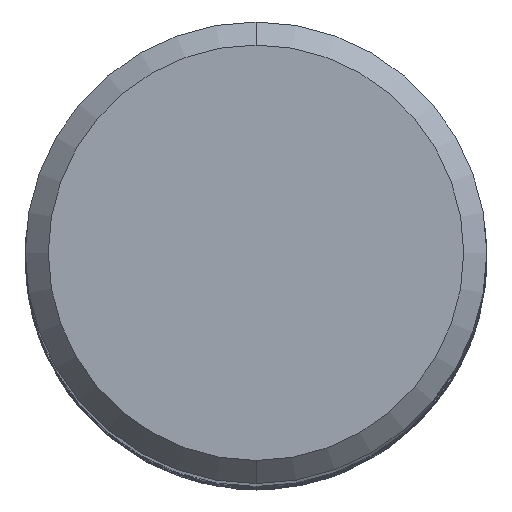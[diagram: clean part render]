
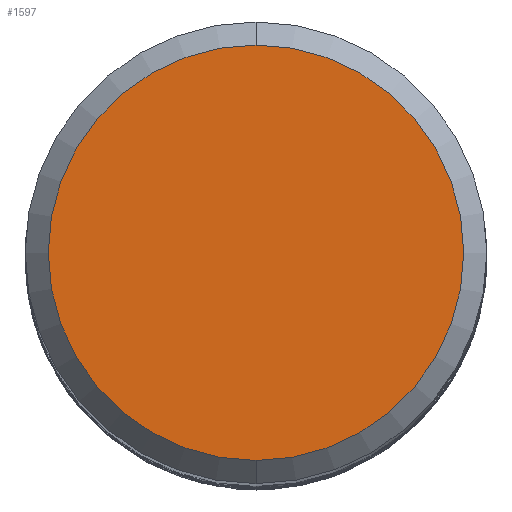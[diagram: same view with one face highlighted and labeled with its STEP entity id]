
A CAD part, top view. The second image highlights one B-rep face of the part: STEP entity #1597.
In plain terms, the highlighted planar face has unit normal (0, 0, 1).
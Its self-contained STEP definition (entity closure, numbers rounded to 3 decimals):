
#709=EDGE_CURVE('',#1177,#969,#1971,.T.);
#969=VERTEX_POINT('',#2252);
#1177=VERTEX_POINT('',#2477);
#1597=ADVANCED_FACE('',(#2935),#2936,.T.);
#1731=EDGE_CURVE('',#969,#1177,#3086,.T.);
#1971=CIRCLE('',#3637,7.2);
#2252=CARTESIAN_POINT('',(0.0,7.2,0.));
#2477=CARTESIAN_POINT('',(0.,-7.2,0.));
#2935=FACE_OUTER_BOUND('',#15219,.T.);
#2936=PLANE('',#15220);
#3086=CIRCLE('',#17135,7.2);
#3637=AXIS2_PLACEMENT_3D('',#19222,#19223,#19224);
#15219=EDGE_LOOP('',(#20099,#20100));
#15220=AXIS2_PLACEMENT_3D('',#20101,#20102,#20103);
#17135=AXIS2_PLACEMENT_3D('',#20305,#20306,#20307);
#19222=CARTESIAN_POINT('',(0.0,0.0,0.));
#19223=DIRECTION('',(0.0,0.0,-1.0));
#19224=DIRECTION('',(0.0,1.0,0.0));
#20099=ORIENTED_EDGE('',*,*,#1731,.F.);
#20100=ORIENTED_EDGE('',*,*,#709,.F.);
#20101=CARTESIAN_POINT('',(0.0,3.6,0.));
#20102=DIRECTION('',(-0.0,0.0,1.0));
#20103=DIRECTION('',(0.0,-1.0,0.0));
#20305=CARTESIAN_POINT('',(0.0,0.0,0.));
#20306=DIRECTION('',(0.0,0.0,-1.0));
#20307=DIRECTION('',(0.0,1.0,0.0));
